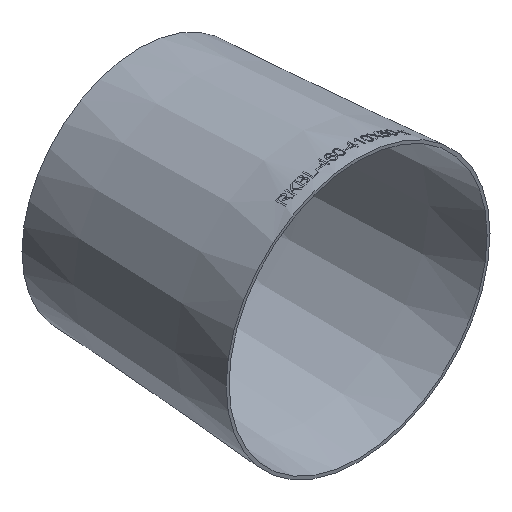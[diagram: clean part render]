
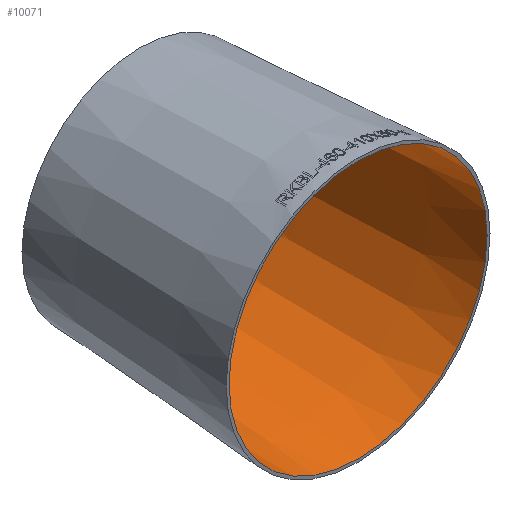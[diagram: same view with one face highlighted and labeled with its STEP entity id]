
A CAD part, isometric view. The second image highlights one B-rep face of the part: STEP entity #10071.
In plain terms, the highlighted conical face has half-angle 3.754 degrees and reference radius 224.989 mm.
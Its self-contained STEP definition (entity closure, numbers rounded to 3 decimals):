
#656 = EDGE_LOOP ( 'NONE', ( #35581 ) ) ;
#2738 = FACE_OUTER_BOUND ( 'NONE', #656, .T. ) ;
#3178 = AXIS2_PLACEMENT_3D ( 'NONE', #16818, #7877, #22494 ) ;
#4517 = CARTESIAN_POINT ( 'NONE',  ( 0., 0., -224.989 ) ) ;
#5354 = DIRECTION ( 'NONE',  ( 0., 0., -1. ) ) ;
#6202 = CIRCLE ( 'NONE', #26886, 199.989 ) ;
#6988 = CARTESIAN_POINT ( 'NONE',  ( 0., 381., -199.989 ) ) ;
#7662 = DIRECTION ( 'NONE',  ( 0., -1., 0. ) ) ;
#7877 = DIRECTION ( 'NONE',  ( 0., -1., 0. ) ) ;
#10071 = ADVANCED_FACE ( 'NONE', ( #14343, #2738 ), #18953, .F. ) ;
#12229 = EDGE_CURVE ( 'NONE', #21417, #21417, #6202, .T. ) ;
#13850 = EDGE_CURVE ( 'NONE', #18587, #18587, #34756, .T. ) ;
#14343 = FACE_BOUND ( 'NONE', #14976, .T. ) ;
#14976 = EDGE_LOOP ( 'NONE', ( #16991 ) ) ;
#16818 = CARTESIAN_POINT ( 'NONE',  ( 0., 0., 0. ) ) ;
#16991 = ORIENTED_EDGE ( 'NONE', *, *, #12229, .F. ) ;
#18587 = VERTEX_POINT ( 'NONE', #4517 ) ;
#18953 = CONICAL_SURFACE ( 'NONE', #3178, 224.989, 0.066 ) ;
#19489 = CARTESIAN_POINT ( 'NONE',  ( 0., 381., 0. ) ) ;
#20168 = AXIS2_PLACEMENT_3D ( 'NONE', #36739, #7662, #5354 ) ;
#21417 = VERTEX_POINT ( 'NONE', #6988 ) ;
#22494 = DIRECTION ( 'NONE',  ( 0., 0., -1. ) ) ;
#26886 = AXIS2_PLACEMENT_3D ( 'NONE', #19489, #27517, #27703 ) ;
#27517 = DIRECTION ( 'NONE',  ( 0., -1., 0. ) ) ;
#27703 = DIRECTION ( 'NONE',  ( 0., 0., -1. ) ) ;
#34756 = CIRCLE ( 'NONE', #20168, 224.989 ) ;
#35581 = ORIENTED_EDGE ( 'NONE', *, *, #13850, .T. ) ;
#36739 = CARTESIAN_POINT ( 'NONE',  ( 0., 0., 0. ) ) ;
